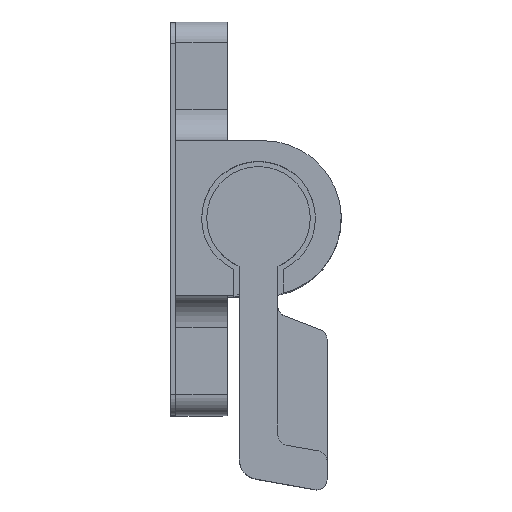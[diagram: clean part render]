
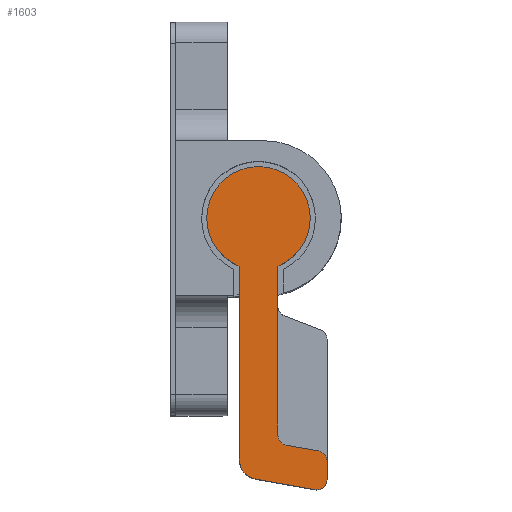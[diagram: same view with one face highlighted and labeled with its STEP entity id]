
A CAD part, top view. The second image highlights one B-rep face of the part: STEP entity #1603.
In plain terms, the highlighted planar face has unit normal (0, 0, 1).
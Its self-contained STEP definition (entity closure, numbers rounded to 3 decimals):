
#14 = VERTEX_POINT ( 'NONE', #3512 ) ;
#54 = ORIENTED_EDGE ( 'NONE', *, *, #2730, .T. ) ;
#78 = EDGE_CURVE ( 'NONE', #289, #3620, #3053, .T. ) ;
#93 = AXIS2_PLACEMENT_3D ( 'NONE', #1058, #773, #3131 ) ;
#95 = CIRCLE ( 'NONE', #224, 5. ) ;
#127 = VERTEX_POINT ( 'NONE', #3274 ) ;
#138 = CARTESIAN_POINT ( 'NONE',  ( 6.125, -4.635, 31.05 ) ) ;
#224 = AXIS2_PLACEMENT_3D ( 'NONE', #3611, #2114, #3038 ) ;
#242 = CARTESIAN_POINT ( 'NONE',  ( 9.875, -4.635, 31.05 ) ) ;
#289 = VERTEX_POINT ( 'NONE', #1912 ) ;
#337 = AXIS2_PLACEMENT_3D ( 'NONE', #1901, #3722, #1919 ) ;
#376 = CARTESIAN_POINT ( 'NONE',  ( 8.125, -23.272, 31.05 ) ) ;
#432 = ORIENTED_EDGE ( 'NONE', *, *, #2433, .T. ) ;
#477 = EDGE_CURVE ( 'NONE', #2266, #289, #1846, .T. ) ;
#502 = CIRCLE ( 'NONE', #3100, 2. ) ;
#506 = DIRECTION ( 'NONE',  ( 0.985, -0.174, 0. ) ) ;
#552 = DIRECTION ( 'NONE',  ( 1., 0., 0. ) ) ;
#588 = ORIENTED_EDGE ( 'NONE', *, *, #2535, .T. ) ;
#656 = CIRCLE ( 'NONE', #93, 5. ) ;
#659 = ORIENTED_EDGE ( 'NONE', *, *, #1975, .T. ) ;
#701 = CARTESIAN_POINT ( 'NONE',  ( 9.875, -20.965, 31.05 ) ) ;
#712 = EDGE_CURVE ( 'NONE', #3700, #14, #2750, .T. ) ;
#724 = CARTESIAN_POINT ( 'NONE',  ( 10.875, -20.965, 31.05 ) ) ;
#773 = DIRECTION ( 'NONE',  ( 0., 0., 1. ) ) ;
#825 = ORIENTED_EDGE ( 'NONE', *, *, #1351, .T. ) ;
#891 = DIRECTION ( 'NONE',  ( -0.985, 0.174, 0. ) ) ;
#970 = VERTEX_POINT ( 'NONE', #3294 ) ;
#1005 = CARTESIAN_POINT ( 'NONE',  ( 14.625, -25.258, 31.05 ) ) ;
#1058 = CARTESIAN_POINT ( 'NONE',  ( 8., 0., 31.05 ) ) ;
#1080 = DIRECTION ( 'NONE',  ( 1., 0., 0. ) ) ;
#1097 = EDGE_CURVE ( 'NONE', #970, #3657, #2775, .T. ) ;
#1102 = AXIS2_PLACEMENT_3D ( 'NONE', #724, #3144, #3163 ) ;
#1124 = LINE ( 'NONE', #1709, #2133 ) ;
#1141 = VERTEX_POINT ( 'NONE', #1984 ) ;
#1178 = ORIENTED_EDGE ( 'NONE', *, *, #1097, .T. ) ;
#1300 = DIRECTION ( 'NONE',  ( 1., 0., 0. ) ) ;
#1342 = LINE ( 'NONE', #3709, #2329 ) ;
#1351 = EDGE_CURVE ( 'NONE', #3736, #2266, #1446, .T. ) ;
#1427 = EDGE_CURVE ( 'NONE', #3620, #970, #1124, .T. ) ;
#1443 = EDGE_LOOP ( 'NONE', ( #1178, #588, #2674, #2898, #659, #2725, #54, #432, #825, #3581, #2939, #2827 ) ) ;
#1446 = CIRCLE ( 'NONE', #3115, 1. ) ;
#1603 = ADVANCED_FACE ( 'PLANAR_76', ( #2230 ), #3437, .T. ) ;
#1609 = DIRECTION ( 'NONE',  ( 0., 1., 0. ) ) ;
#1667 = CARTESIAN_POINT ( 'NONE',  ( 8., 0., 31.05 ) ) ;
#1709 = CARTESIAN_POINT ( 'NONE',  ( 4.325, -20.824, 31.05 ) ) ;
#1747 = DIRECTION ( 'NONE',  ( 0., 0., 1. ) ) ;
#1846 = LINE ( 'NONE', #1005, #3829 ) ;
#1879 = DIRECTION ( 'NONE',  ( 0., -1., 0. ) ) ;
#1894 = VECTOR ( 'NONE', #1879, 1000. ) ;
#1901 = CARTESIAN_POINT ( 'NONE',  ( 8., 0., 31.05 ) ) ;
#1912 = CARTESIAN_POINT ( 'NONE',  ( 14.625, -23.481, 31.05 ) ) ;
#1919 = DIRECTION ( 'NONE',  ( 1., 0., 0. ) ) ;
#1949 = VECTOR ( 'NONE', #3405, 1000. ) ;
#1975 = EDGE_CURVE ( 'NONE', #14, #3217, #95, .T. ) ;
#1984 = CARTESIAN_POINT ( 'NONE',  ( 6.125, -23.272, 31.05 ) ) ;
#1999 = DIRECTION ( 'NONE',  ( 1., 0., 0. ) ) ;
#2029 = CARTESIAN_POINT ( 'NONE',  ( 13.625, -23.481, 31.05 ) ) ;
#2114 = DIRECTION ( 'NONE',  ( 0., 0., 1. ) ) ;
#2125 = EDGE_CURVE ( 'NONE', #3217, #1141, #2783, .T. ) ;
#2133 = VECTOR ( 'NONE', #891, 1000. ) ;
#2146 = EDGE_CURVE ( 'NONE', #3253, #3700, #656, .T. ) ;
#2230 = FACE_OUTER_BOUND ( 'NONE', #1443, .T. ) ;
#2266 = VERTEX_POINT ( 'NONE', #2914 ) ;
#2329 = VECTOR ( 'NONE', #506, 1000. ) ;
#2433 = EDGE_CURVE ( 'NONE', #127, #3736, #1342, .T. ) ;
#2535 = EDGE_CURVE ( 'NONE', #3657, #3253, #2835, .T. ) ;
#2538 = CARTESIAN_POINT ( 'NONE',  ( 13., 0., 31.05 ) ) ;
#2583 = CARTESIAN_POINT ( 'NONE',  ( 9.875, -8.543, 31.05 ) ) ;
#2619 = CARTESIAN_POINT ( 'NONE',  ( 13.625, -25.258, 31.05 ) ) ;
#2674 = ORIENTED_EDGE ( 'NONE', *, *, #2146, .T. ) ;
#2722 = DIRECTION ( 'NONE',  ( 0., 0., 1. ) ) ;
#2725 = ORIENTED_EDGE ( 'NONE', *, *, #2125, .T. ) ;
#2730 = EDGE_CURVE ( 'NONE', #1141, #127, #502, .T. ) ;
#2750 = CIRCLE ( 'NONE', #3204, 5. ) ;
#2774 = CARTESIAN_POINT ( 'NONE',  ( 13.799, -22.496, 31.05 ) ) ;
#2775 = CIRCLE ( 'NONE', #1102, 1. ) ;
#2783 = LINE ( 'NONE', #3357, #1894 ) ;
#2827 = ORIENTED_EDGE ( 'NONE', *, *, #1427, .T. ) ;
#2835 = LINE ( 'NONE', #2583, #1949 ) ;
#2898 = ORIENTED_EDGE ( 'NONE', *, *, #712, .T. ) ;
#2914 = CARTESIAN_POINT ( 'NONE',  ( 14.625, -25.258, 31.05 ) ) ;
#2939 = ORIENTED_EDGE ( 'NONE', *, *, #78, .T. ) ;
#3038 = DIRECTION ( 'NONE',  ( 1., 0., 0. ) ) ;
#3053 = CIRCLE ( 'NONE', #3407, 1. ) ;
#3100 = AXIS2_PLACEMENT_3D ( 'NONE', #376, #2722, #1300 ) ;
#3115 = AXIS2_PLACEMENT_3D ( 'NONE', #2619, #1747, #1999 ) ;
#3131 = DIRECTION ( 'NONE',  ( 1., 0., 0. ) ) ;
#3144 = DIRECTION ( 'NONE',  ( 0., 0., -1. ) ) ;
#3163 = DIRECTION ( 'NONE',  ( 1., 0., 0. ) ) ;
#3204 = AXIS2_PLACEMENT_3D ( 'NONE', #1667, #3739, #1080 ) ;
#3210 = DIRECTION ( 'NONE',  ( 0., 0., 1. ) ) ;
#3217 = VERTEX_POINT ( 'NONE', #138 ) ;
#3253 = VERTEX_POINT ( 'NONE', #242 ) ;
#3274 = CARTESIAN_POINT ( 'NONE',  ( 7.777, -25.242, 31.05 ) ) ;
#3294 = CARTESIAN_POINT ( 'NONE',  ( 10.701, -21.95, 31.05 ) ) ;
#3357 = CARTESIAN_POINT ( 'NONE',  ( 6.125, -4.635, 31.05 ) ) ;
#3405 = DIRECTION ( 'NONE',  ( 0., 1., 0. ) ) ;
#3407 = AXIS2_PLACEMENT_3D ( 'NONE', #2029, #3210, #552 ) ;
#3437 = PLANE ( 'NONE',  #337 ) ;
#3481 = CARTESIAN_POINT ( 'NONE',  ( 13.451, -26.243, 31.05 ) ) ;
#3512 = CARTESIAN_POINT ( 'NONE',  ( 3., 0., 31.05 ) ) ;
#3581 = ORIENTED_EDGE ( 'NONE', *, *, #477, .T. ) ;
#3611 = CARTESIAN_POINT ( 'NONE',  ( 8., 0., 31.05 ) ) ;
#3620 = VERTEX_POINT ( 'NONE', #2774 ) ;
#3657 = VERTEX_POINT ( 'NONE', #701 ) ;
#3700 = VERTEX_POINT ( 'NONE', #2538 ) ;
#3709 = CARTESIAN_POINT ( 'NONE',  ( 7.777, -25.242, 31.05 ) ) ;
#3722 = DIRECTION ( 'NONE',  ( 0., 0., 1. ) ) ;
#3736 = VERTEX_POINT ( 'NONE', #3481 ) ;
#3739 = DIRECTION ( 'NONE',  ( 0., 0., 1. ) ) ;
#3829 = VECTOR ( 'NONE', #1609, 1000. ) ;
